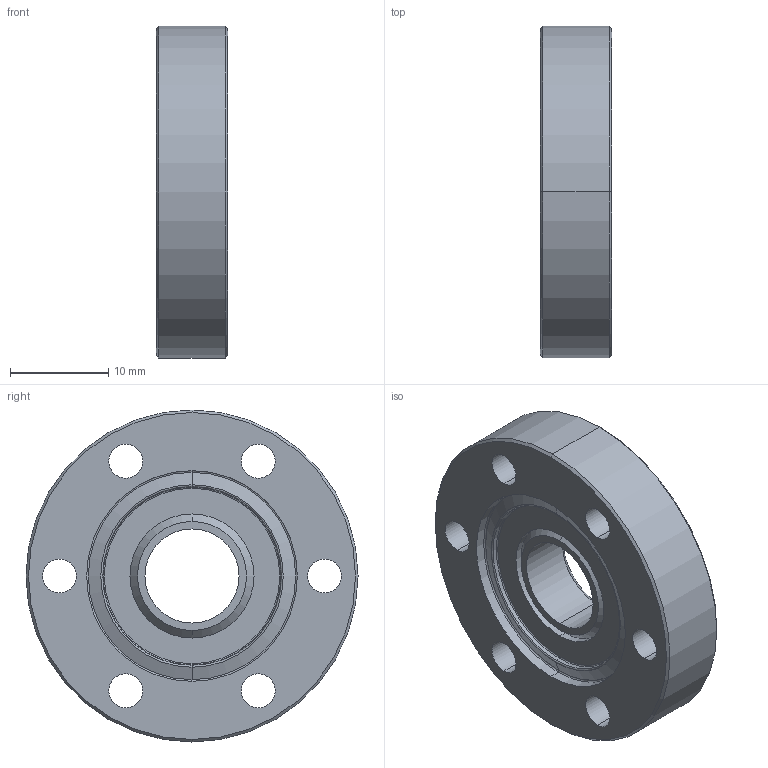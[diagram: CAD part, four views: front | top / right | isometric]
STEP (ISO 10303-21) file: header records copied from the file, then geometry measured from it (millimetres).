
FILE_DESCRIPTION (( 'STEP AP214' ), '1' );
FILE_NAME ('130002.STEP', '2024-02-14T17:53:34', ( '' ), ( '' ), 'SwSTEP 2.0', 'SolidWorks 2022', '' );
FILE_SCHEMA (( 'AUTOMOTIVE_DESIGN' ));
Length unit declared in the file: inch
Products named in the file (1): 130002
Bounding box: 7.24 x 33.78 x 33.78 mm (x, y, z)
Volume: 5194.5 mm3; surface area: 3057.2 mm2
Topology: 1 solids, 1 shells, 42 faces, 96 edges, 58 vertices
Faces by surface type: cylinder 20, cone 12, torus 6, plane 4
Entity records: 1424 total; most frequent: DIRECTION 246, CARTESIAN_POINT 197, ORIENTED_EDGE 192, AXIS2_PLACEMENT_3D 107, EDGE_CURVE 96, CIRCLE 64, VERTEX_POINT 58, EDGE_LOOP 58
